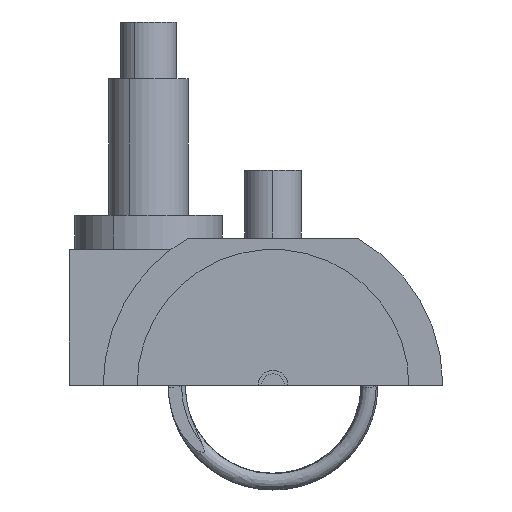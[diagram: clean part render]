
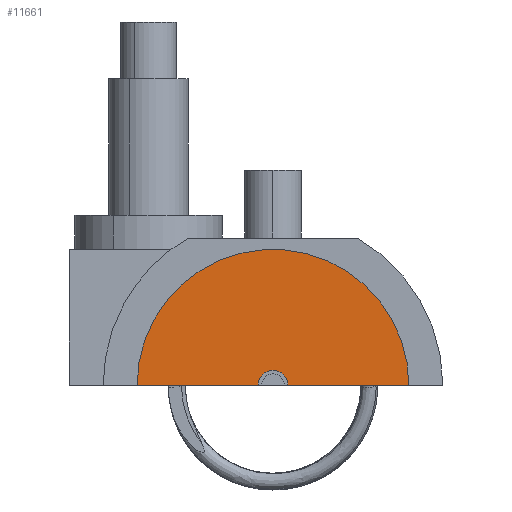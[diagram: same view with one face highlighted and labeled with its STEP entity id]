
A CAD part, left-side view. The second image highlights one B-rep face of the part: STEP entity #11661.
In plain terms, the highlighted planar face has unit normal (-1, 0, 0).
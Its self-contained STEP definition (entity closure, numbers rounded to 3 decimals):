
#11531=CARTESIAN_POINT('Vertex',(-30.,-13.106,0.)) ;
#11534=CARTESIAN_POINT('Axis2P3D Location',(-30.,0.,0.)) ;
#11538=CARTESIAN_POINT('Vertex',(-30.,11.501,6.283)) ;
#11557=CARTESIAN_POINT('Vertex',(-30.,13.106,0.)) ;
#11560=CARTESIAN_POINT('Axis2P3D Location',(-30.,0.,0.)) ;
#11622=CARTESIAN_POINT('Axis2P3D Location',(-30.,0.,0.)) ;
#11627=CARTESIAN_POINT('Line Origine',(-30.,66.553,0.)) ;
#11631=CARTESIAN_POINT('Vertex',(-30.,120.,0.)) ;
#11634=CARTESIAN_POINT('Line Origine',(-30.,-66.553,0.)) ;
#11638=CARTESIAN_POINT('Vertex',(-30.,-120.,0.)) ;
#11641=CARTESIAN_POINT('Axis2P3D Location',(-30.,0.,0.)) ;
#11645=CARTESIAN_POINT('Vertex',(-30.,105.31,57.531)) ;
#11648=CARTESIAN_POINT('Axis2P3D Location',(-30.,0.,0.)) ;
#11535=DIRECTION('Axis2P3D Direction',(1.,0.,-0.)) ;
#11561=DIRECTION('Axis2P3D Direction',(1.,0.,-0.)) ;
#11623=DIRECTION('Axis2P3D Direction',(1.,0.,0.)) ;
#11624=DIRECTION('Axis2P3D XDirection',(0.,1.,0.)) ;
#11628=DIRECTION('Vector Direction',(0.,1.,0.)) ;
#11635=DIRECTION('Vector Direction',(0.,1.,0.)) ;
#11642=DIRECTION('Axis2P3D Direction',(1.,0.,0.)) ;
#11649=DIRECTION('Axis2P3D Direction',(1.,0.,0.)) ;
#11536=AXIS2_PLACEMENT_3D('Circle Axis2P3D',#11534,#11535,$) ;
#11562=AXIS2_PLACEMENT_3D('Circle Axis2P3D',#11560,#11561,$) ;
#11625=AXIS2_PLACEMENT_3D('Plane Axis2P3D',#11622,#11623,#11624) ;
#11643=AXIS2_PLACEMENT_3D('Circle Axis2P3D',#11641,#11642,$) ;
#11650=AXIS2_PLACEMENT_3D('Circle Axis2P3D',#11648,#11649,$) ;
#11654=ORIENTED_EDGE('',*,*,#11633,.F.) ;
#11655=ORIENTED_EDGE('',*,*,#11564,.T.) ;
#11656=ORIENTED_EDGE('',*,*,#11540,.T.) ;
#11657=ORIENTED_EDGE('',*,*,#11640,.F.) ;
#11658=ORIENTED_EDGE('',*,*,#11647,.F.) ;
#11659=ORIENTED_EDGE('',*,*,#11652,.F.) ;
#11629=VECTOR('Line Direction',#11628,1.) ;
#11636=VECTOR('Line Direction',#11635,1.) ;
#11661=ADVANCED_FACE('Corps principal',(#11660),#11626,.F.) ;
#11537=CIRCLE('generated circle',#11536,13.106) ;
#11563=CIRCLE('generated circle',#11562,13.106) ;
#11644=CIRCLE('generated circle',#11643,120.) ;
#11651=CIRCLE('generated circle',#11650,120.) ;
#11540=EDGE_CURVE('',#11539,#11532,#11537,.T.) ;
#11564=EDGE_CURVE('',#11558,#11539,#11563,.T.) ;
#11633=EDGE_CURVE('',#11558,#11632,#11630,.T.) ;
#11640=EDGE_CURVE('',#11639,#11532,#11637,.T.) ;
#11647=EDGE_CURVE('',#11646,#11639,#11644,.T.) ;
#11652=EDGE_CURVE('',#11632,#11646,#11651,.T.) ;
#11653=EDGE_LOOP('',(#11654,#11655,#11656,#11657,#11658,#11659)) ;
#11660=FACE_OUTER_BOUND('',#11653,.T.) ;
#11630=LINE('Line',#11627,#11629) ;
#11637=LINE('Line',#11634,#11636) ;
#11626=PLANE('',#11625) ;
#11532=VERTEX_POINT('',#11531) ;
#11539=VERTEX_POINT('',#11538) ;
#11558=VERTEX_POINT('',#11557) ;
#11632=VERTEX_POINT('',#11631) ;
#11639=VERTEX_POINT('',#11638) ;
#11646=VERTEX_POINT('',#11645) ;
